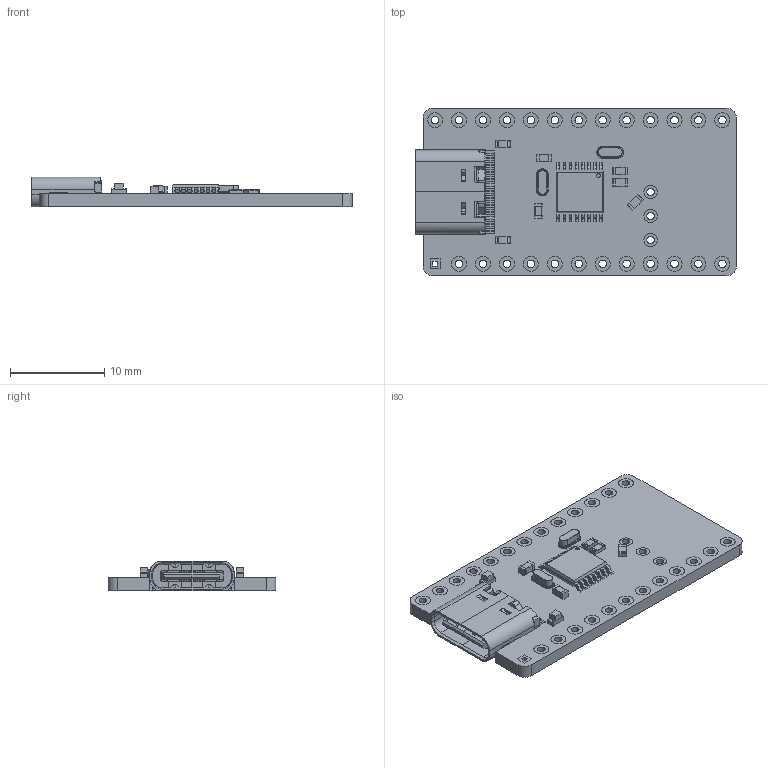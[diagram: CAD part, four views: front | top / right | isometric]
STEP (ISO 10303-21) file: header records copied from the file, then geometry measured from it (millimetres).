
FILE_DESCRIPTION(/* description */ ('','CAx-IF Rec.Pracs.---Representation and Presentation of Product Manufacturing Information (PMI)---4.0---2014-10-13'),/* implementation_level */ '2;1');
FILE_NAME(/* name */ 'nice!nano v2.step',/* time_stamp */ '2025-01-12T17:39:47-05:00',/* author */ (''),/* organization */ (''),/* preprocessor_version */ 'ST-DEVELOPER v20',/* originating_system */ 'Autodesk Translation Framework v13.20.0.188',/* authorisation */ '');
FILE_SCHEMA (('AP242_MANAGED_MODEL_BASED_3D_ENGINEERING_MIM_LF { 1 0 10303 442 1 1 4 }'));
Length unit declared in the file: millimetre
Products named in the file (64): nice!nano v1.0; nice!nano v1.0_1; USB_C_Receptacle_16P_TopMnt_Horizontal_GCT_USB4105-xx-A036; USB_C_Receptacle_16P_TopMnt_Horizontal_GCT_USB4105-xx-A; USB_C_Receptacle_16P_TopMnt_Horizontal_GCT_USB4105-xx-A001; USB_C_Receptacle_16P_TopMnt_Horizontal_GCT_USB4105-xx-A002; USB_C_Receptacle_16P_TopMnt_Horizontal_GCT_USB4105-xx-A003; USB_C_Receptacle_16P_TopMnt_Horizontal_GCT_USB4105-xx-A004; USB_C_Receptacle_16P_TopMnt_Horizontal_GCT_USB4105-xx-A005; USB_C_Receptacle_16P_TopMnt_Horizontal_GCT_USB4105-xx-A006; USB_C_Receptacle_16P_TopMnt_Horizontal_GCT_USB4105-xx-A007; USB_C_Receptacle_16P_TopMnt_Horizontal_GCT_USB4105-xx-A008; USB_C_Receptacle_16P_TopMnt_Horizontal_GCT_USB4105-xx-A009; USB_C_Receptacle_16P_TopMnt_Horizontal_GCT_USB4105-xx-A010; USB_C_Receptacle_16P_TopMnt_Horizontal_GCT_USB4105-xx-A011; USB_C_Receptacle_16P_TopMnt_Horizontal_GCT_USB4105-xx-A012; USB_C_Receptacle_16P_TopMnt_Horizontal_GCT_USB4105-xx-A013; USB_C_Receptacle_16P_TopMnt_Horizontal_GCT_USB4105-xx-A014; USB_C_Receptacle_16P_TopMnt_Horizontal_GCT_USB4105-xx-A015; USB_C_Receptacle_16P_TopMnt_Horizontal_GCT_USB4105-xx-A016; USB_C_Receptacle_16P_TopMnt_Horizontal_GCT_USB4105-xx-A017; USB_C_Receptacle_16P_TopMnt_Horizontal_GCT_USB4105-xx-A018; USB_C_Receptacle_16P_TopMnt_Horizontal_GCT_USB4105-xx-A019; USB_C_Receptacle_16P_TopMnt_Horizontal_GCT_USB4105-xx-A020; USB_C_Receptacle_16P_TopMnt_Horizontal_GCT_USB4105-xx-A021; USB_C_Receptacle_16P_TopMnt_Horizontal_GCT_USB4105-xx-A022; USB_C_Receptacle_16P_TopMnt_Horizontal_GCT_USB4105-xx-A023; USB_C_Receptacle_16P_TopMnt_Horizontal_GCT_USB4105-xx-A024; USB_C_Receptacle_16P_TopMnt_Horizontal_GCT_USB4105-xx-A025; USB_C_Receptacle_16P_TopMnt_Horizontal_GCT_USB4105-xx-A026; USB_C_Receptacle_16P_TopMnt_Horizontal_GCT_USB4105-xx-A027; USB_C_Receptacle_16P_TopMnt_Horizontal_GCT_USB4105-xx-A028; USB_C_Receptacle_16P_TopMnt_Horizontal_GCT_USB4105-xx-A029; USB_C_Receptacle_16P_TopMnt_Horizontal_GCT_USB4105-xx-A030; USB_C_Receptacle_16P_TopMnt_Horizontal_GCT_USB4105-xx-A031; USB_C_Receptacle_16P_TopMnt_Horizontal_GCT_USB4105-xx-A032; USB_C_Receptacle_16P_TopMnt_Horizontal_GCT_USB4105-xx-A033; USB_C_Receptacle_16P_TopMnt_Horizontal_GCT_USB4105-xx-A034; USB_C_Receptacle_16P_TopMnt_Horizontal_GCT_USB4105-xx-A035; SSOP16 ...
Assembly tree (68 placements, depth 5):
  nice!nano v1.0
    nice!nano v1.0_1
    USB_C_Receptacle_16P_TopMnt_Horizontal_GCT_USB4105-xx-A036
      USB_C_Receptacle_16P_TopMnt_Horizontal_GCT_USB4105-xx-A
      USB_C_Receptacle_16P_TopMnt_Horizontal_GCT_USB4105-xx-A001
      USB_C_Receptacle_16P_TopMnt_Horizontal_GCT_USB4105-xx-A002
      USB_C_Receptacle_16P_TopMnt_Horizontal_GCT_USB4105-xx-A003
      USB_C_Receptacle_16P_TopMnt_Horizontal_GCT_USB4105-xx-A004
      USB_C_Receptacle_16P_TopMnt_Horizontal_GCT_USB4105-xx-A005
      USB_C_Receptacle_16P_TopMnt_Horizontal_GCT_USB4105-xx-A006
      USB_C_Receptacle_16P_TopMnt_Horizontal_GCT_USB4105-xx-A007
      USB_C_Receptacle_16P_TopMnt_Horizontal_GCT_USB4105-xx-A008
      USB_C_Receptacle_16P_TopMnt_Horizontal_GCT_USB4105-xx-A009
      USB_C_Receptacle_16P_TopMnt_Horizontal_GCT_USB4105-xx-A010
      USB_C_Receptacle_16P_TopMnt_Horizontal_GCT_USB4105-xx-A011
      USB_C_Receptacle_16P_TopMnt_Horizontal_GCT_USB4105-xx-A012
      USB_C_Receptacle_16P_TopMnt_Horizontal_GCT_USB4105-xx-A013
      USB_C_Receptacle_16P_TopMnt_Horizontal_GCT_USB4105-xx-A014
      USB_C_Receptacle_16P_TopMnt_Horizontal_GCT_USB4105-xx-A015
      USB_C_Receptacle_16P_TopMnt_Horizontal_GCT_USB4105-xx-A016
      USB_C_Receptacle_16P_TopMnt_Horizontal_GCT_USB4105-xx-A017
      USB_C_Receptacle_16P_TopMnt_Horizontal_GCT_USB4105-xx-A018
      USB_C_Receptacle_16P_TopMnt_Horizontal_GCT_USB4105-xx-A019
      USB_C_Receptacle_16P_TopMnt_Horizontal_GCT_USB4105-xx-A020
      USB_C_Receptacle_16P_TopMnt_Horizontal_GCT_USB4105-xx-A021
      USB_C_Receptacle_16P_TopMnt_Horizontal_GCT_USB4105-xx-A022
      USB_C_Receptacle_16P_TopMnt_Horizontal_GCT_USB4105-xx-A023
      USB_C_Receptacle_16P_TopMnt_Horizontal_GCT_USB4105-xx-A024
      USB_C_Receptacle_16P_TopMnt_Horizontal_GCT_USB4105-xx-A025
      USB_C_Receptacle_16P_TopMnt_Horizontal_GCT_USB4105-xx-A026
      USB_C_Receptacle_16P_TopMnt_Horizontal_GCT_USB4105-xx-A027
      USB_C_Receptacle_16P_TopMnt_Horizontal_GCT_USB4105-xx-A028
      USB_C_Receptacle_16P_TopMnt_Horizontal_GCT_USB4105-xx-A029
      USB_C_Receptacle_16P_TopMnt_Horizontal_GCT_USB4105-xx-A030
      USB_C_Receptacle_16P_TopMnt_Horizontal_GCT_USB4105-xx-A031
      USB_C_Receptacle_16P_TopMnt_Horizontal_GCT_USB4105-xx-A032
      USB_C_Receptacle_16P_TopMnt_Horizontal_GCT_USB4105-xx-A033
      USB_C_Receptacle_16P_TopMnt_Horizontal_GCT_USB4105-xx-A034
      USB_C_Receptacle_16P_TopMnt_Horizontal_GCT_USB4105-xx-A035
    SSOP16
      TSSOP-16 0.65p 4.4mm v1
        TSSOP-16 0.65p 4.4mm
          Pin9
          Pin10
          Pin12
          Pin11
          Pin13
          Pin14
          Pin15
          Pin16
          Pin8
          Pin7
          Pin6
          Pin5
          Pin4
          Pin3
          Pin2
          Pin1
          Body
    LED_0603_1608Metric_ON
Bounding box: 34 x 17.8 x 3.16 mm (x, y, z)
Volume: 871.3 mm3; surface area: 2377.8 mm2
Topology: 112 solids, 112 shells, 1412 faces, 3325 edges, 2144 vertices
Faces by surface type: plane 1012, cylinder 384, torus 12, cone 4
Full cylindrical faces by diameter (mm): 0.107 x4, 0.375 x4, 0.4 x1, 0.8 x28, 1.4 x6, 1.6 x50
Entity records: 38873 total; most frequent: CARTESIAN_POINT 6757, DIRECTION 6457, ORIENTED_EDGE 5954, EDGE_CURVE 2977, LINE 2277, VECTOR 2277, AXIS2_PLACEMENT_3D 2090, VERTEX_POINT 1920
